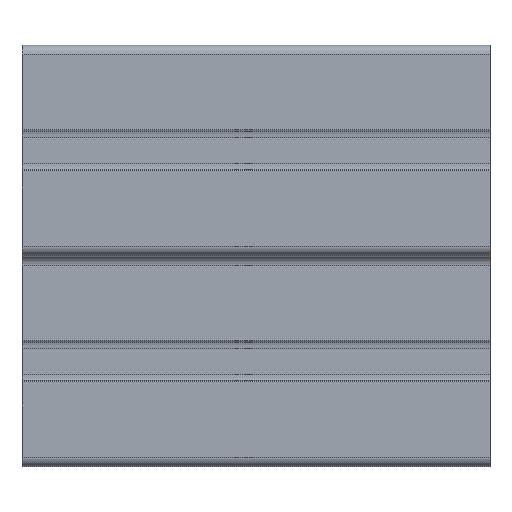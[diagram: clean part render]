
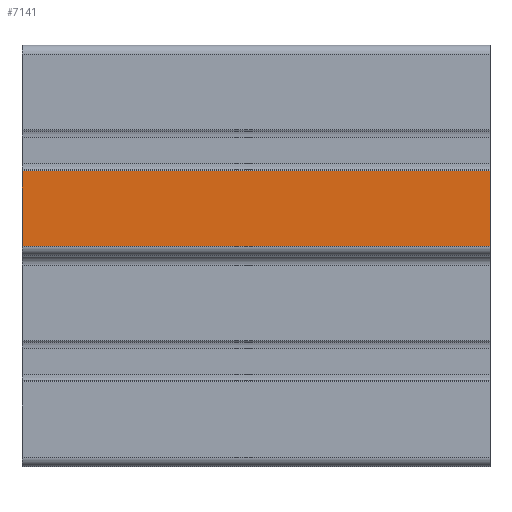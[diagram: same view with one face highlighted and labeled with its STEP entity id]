
A CAD part, top view. The second image highlights one B-rep face of the part: STEP entity #7141.
In plain terms, the highlighted planar face has unit normal (0, 0, 1).
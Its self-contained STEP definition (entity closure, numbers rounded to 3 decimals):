
#464 = DIRECTION ( 'NONE',  ( 0., -1., 0. ) ) ;
#615 = EDGE_CURVE ( 'NONE', #2249, #7233, #2116, .T. ) ;
#694 = CARTESIAN_POINT ( 'NONE',  ( 59.184, 27.998, 90. ) ) ;
#883 = DIRECTION ( 'NONE',  ( -1., 0., 0. ) ) ;
#919 = CARTESIAN_POINT ( 'NONE',  ( -40.816, 11.898, 90. ) ) ;
#1444 = ORIENTED_EDGE ( 'NONE', *, *, #6652, .F. ) ;
#1535 = CARTESIAN_POINT ( 'NONE',  ( 59.184, 27.998, 90. ) ) ;
#1841 = VECTOR ( 'NONE', #8456, 1000. ) ;
#2116 = LINE ( 'NONE', #4503, #7631 ) ;
#2249 = VERTEX_POINT ( 'NONE', #4986 ) ;
#2481 = FACE_OUTER_BOUND ( 'NONE', #9233, .T. ) ;
#2804 = CARTESIAN_POINT ( 'NONE',  ( 59.184, 27.998, 90. ) ) ;
#2949 = PLANE ( 'NONE',  #7276 ) ;
#3115 = CARTESIAN_POINT ( 'NONE',  ( 59.184, 27.998, 90. ) ) ;
#3184 = EDGE_CURVE ( 'NONE', #8249, #4290, #6910, .T. ) ;
#4290 = VERTEX_POINT ( 'NONE', #8210 ) ;
#4491 = LINE ( 'NONE', #9227, #1841 ) ;
#4503 = CARTESIAN_POINT ( 'NONE',  ( 59.184, 11.898, 90. ) ) ;
#4986 = CARTESIAN_POINT ( 'NONE',  ( 59.184, 11.898, 90. ) ) ;
#5250 = DIRECTION ( 'NONE',  ( -1., 0., 0. ) ) ;
#5833 = ORIENTED_EDGE ( 'NONE', *, *, #3184, .T. ) ;
#6092 = VECTOR ( 'NONE', #464, 1000. ) ;
#6652 = EDGE_CURVE ( 'NONE', #8249, #2249, #9271, .T. ) ;
#6702 = DIRECTION ( 'NONE',  ( 0., 0., -1. ) ) ;
#6910 = LINE ( 'NONE', #1535, #9155 ) ;
#7141 = ADVANCED_FACE ( 'NONE', ( #2481 ), #2949, .F. ) ;
#7233 = VERTEX_POINT ( 'NONE', #919 ) ;
#7276 = AXIS2_PLACEMENT_3D ( 'NONE', #694, #6702, #5250 ) ;
#7631 = VECTOR ( 'NONE', #883, 1000. ) ;
#8210 = CARTESIAN_POINT ( 'NONE',  ( -40.816, 27.998, 90. ) ) ;
#8249 = VERTEX_POINT ( 'NONE', #3115 ) ;
#8331 = DIRECTION ( 'NONE',  ( -1., 0., 0. ) ) ;
#8456 = DIRECTION ( 'NONE',  ( 0., -1., 0. ) ) ;
#8757 = ORIENTED_EDGE ( 'NONE', *, *, #615, .F. ) ;
#9155 = VECTOR ( 'NONE', #8331, 1000. ) ;
#9195 = ORIENTED_EDGE ( 'NONE', *, *, #9696, .T. ) ;
#9227 = CARTESIAN_POINT ( 'NONE',  ( -40.816, 27.998, 90. ) ) ;
#9233 = EDGE_LOOP ( 'NONE', ( #9195, #8757, #1444, #5833 ) ) ;
#9271 = LINE ( 'NONE', #2804, #6092 ) ;
#9696 = EDGE_CURVE ( 'NONE', #4290, #7233, #4491, .T. ) ;
